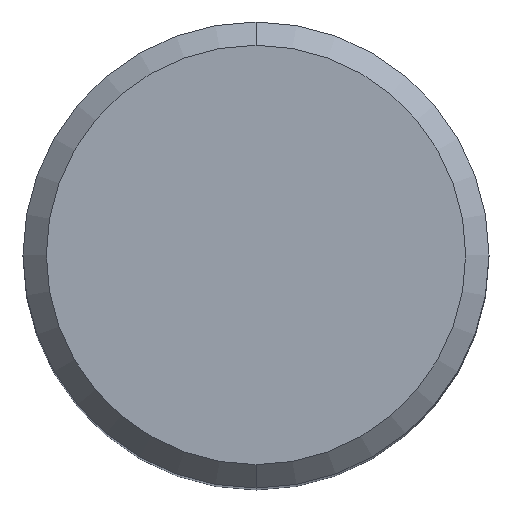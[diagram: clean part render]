
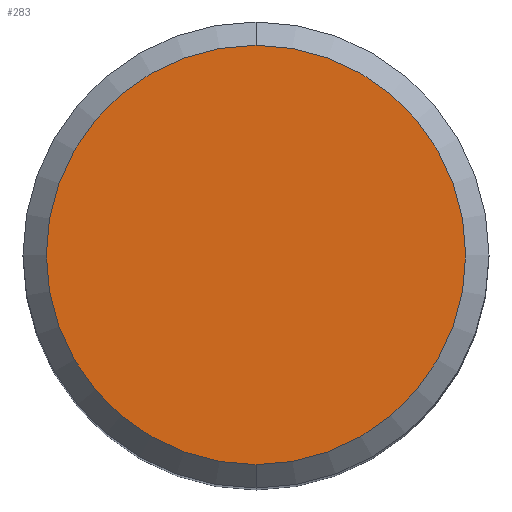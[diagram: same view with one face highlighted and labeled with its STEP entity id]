
A CAD part, top view. The second image highlights one B-rep face of the part: STEP entity #283.
In plain terms, the highlighted planar face has unit normal (0, 0, 1).
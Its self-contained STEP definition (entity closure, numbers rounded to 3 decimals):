
#197=VERTEX_POINT('',#508);
#211=EDGE_CURVE('',#197,#455,#523,.T.);
#283=ADVANCED_FACE('',(#603),#604,.T.);
#421=EDGE_CURVE('',#455,#197,#753,.T.);
#455=VERTEX_POINT('',#790);
#508=CARTESIAN_POINT('',(0.,-9.0,0.));
#523=CIRCLE('',#900,9.0);
#603=FACE_OUTER_BOUND('',#1022,.T.);
#604=PLANE('',#1023);
#753=CIRCLE('',#1472,9.0);
#790=CARTESIAN_POINT('',(0.0,9.0,0.));
#900=AXIS2_PLACEMENT_3D('',#1659,#1660,#1661);
#1022=EDGE_LOOP('',(#1757,#1758));
#1023=AXIS2_PLACEMENT_3D('',#1759,#1760,#1761);
#1472=AXIS2_PLACEMENT_3D('',#1898,#1899,#1900);
#1659=CARTESIAN_POINT('',(0.0,0.0,0.));
#1660=DIRECTION('',(0.0,0.0,-1.0));
#1661=DIRECTION('',(0.0,1.0,0.0));
#1757=ORIENTED_EDGE('',*,*,#421,.F.);
#1758=ORIENTED_EDGE('',*,*,#211,.F.);
#1759=CARTESIAN_POINT('',(0.0,4.5,0.));
#1760=DIRECTION('',(-0.0,0.0,1.0));
#1761=DIRECTION('',(0.0,-1.0,0.0));
#1898=CARTESIAN_POINT('',(0.0,0.0,0.));
#1899=DIRECTION('',(0.0,0.0,-1.0));
#1900=DIRECTION('',(0.0,1.0,0.0));
